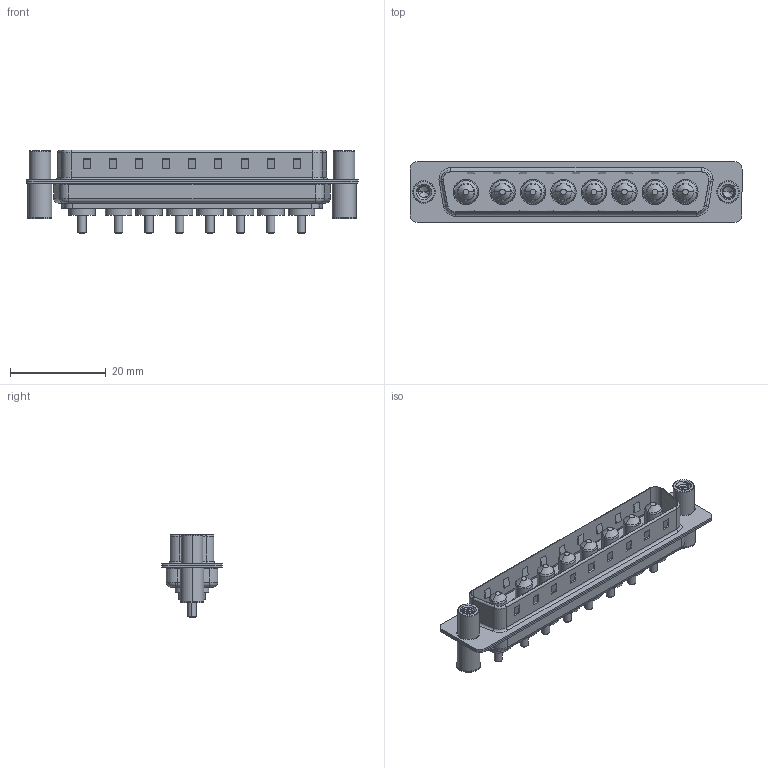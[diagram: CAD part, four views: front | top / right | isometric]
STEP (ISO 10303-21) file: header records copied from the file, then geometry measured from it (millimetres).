
FILE_DESCRIPTION (( 'STEP AP203' ), '1' );
FILE_NAME ('627-8W8-624-1NC.STEP', '2019-05-28T05:00:28', ( '' ), ( '' ), 'SwSTEP 2.0', 'SolidWorks 2016', '' );
FILE_SCHEMA (( 'CONFIG_CONTROL_DESIGN' ));
Length unit declared in the file: millimetre
Products named in the file (7): 627Combo Threaded Standoff and Board Spacer_C; 627-8W8-624-1NC; 627Combo Shell Front_37 Contacts; 627Combo Threaded Standoff and Board Spacer_4; 627Combo Shell Rear_37 Contacts; Power Pin_10A S; 627Combo Housing_8W8
Assembly tree (13 placements, depth 2):
  627-8W8-624-1NC
    627Combo Housing_8W8
    627Combo Shell Rear_37 Contacts
    627Combo Shell Front_37 Contacts
    627Combo Threaded Standoff and Board Spacer_C
    Power Pin_10A S  x8
    627Combo Threaded Standoff and Board Spacer_4
Bounding box: 69.3 x 12.6 x 17.4 mm (x, y, z)
Volume: 4502.5 mm3; surface area: 9657.2 mm2
Topology: 21 solids, 21 shells, 827 faces, 1983 edges, 1231 vertices
Faces by surface type: cylinder 355, plane 289, cone 85, torus 70, bspline 28
Entity records: 22989 total; most frequent: CARTESIAN_POINT 8173, ORIENTED_EDGE 2924, DIRECTION 2907, EDGE_CURVE 1462, AXIS2_PLACEMENT_3D 1053, VERTEX_POINT 923, VECTOR 801, LINE 801
